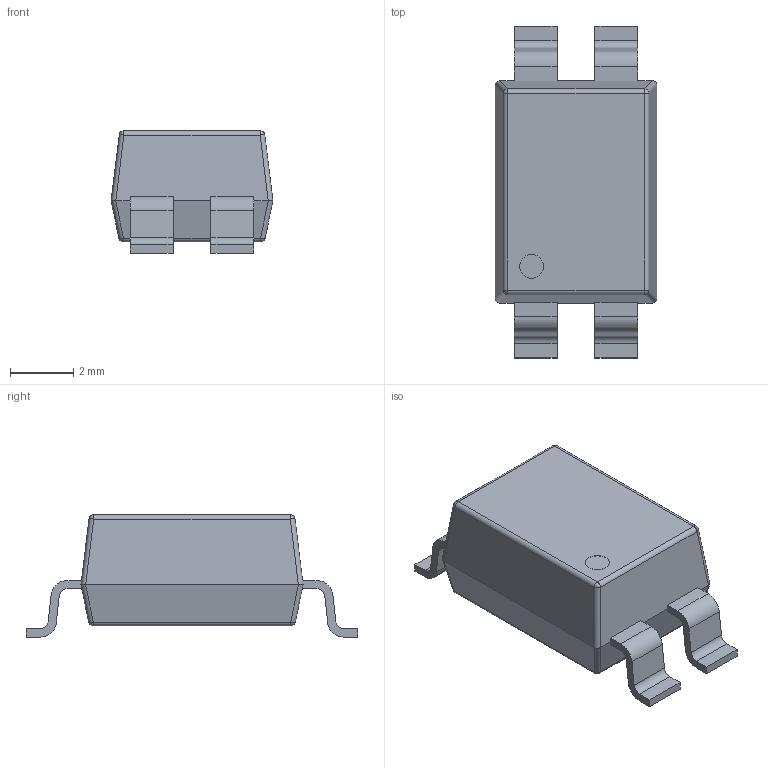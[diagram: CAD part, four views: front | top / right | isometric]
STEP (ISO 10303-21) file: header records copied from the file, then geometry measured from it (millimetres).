
FILE_DESCRIPTION (( 'STEP AP214' ), '1' );
FILE_NAME ('FOD817CSD.STEP', '2023-07-15T05:23:07', ( '' ), ( '' ), 'SwSTEP 2.0', 'SolidWorks 2022', '' );
FILE_SCHEMA (( 'AUTOMOTIVE_DESIGN' ));
Length unit declared in the file: millimetre
Products named in the file (1): FOD817CSD
Bounding box: 5.1 x 10.46 x 3.85 mm (x, y, z)
Volume: 117.7 mm3; surface area: 175.8 mm2
Topology: 2 solids, 2 shells, 93 faces, 240 edges, 152 vertices
Faces by surface type: plane 49, cylinder 36, sphere 8
Entity records: 3839 total; most frequent: CARTESIAN_POINT 522, ORIENTED_EDGE 480, DIRECTION 480, EDGE_CURVE 240, LINE 164, VECTOR 164, AXIS2_PLACEMENT_3D 158, VERTEX_POINT 152
